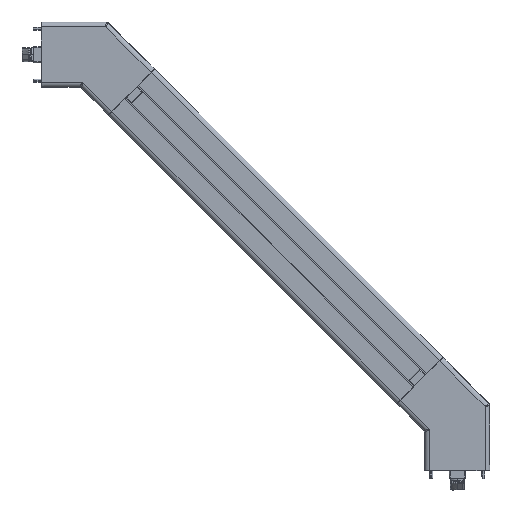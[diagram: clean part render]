
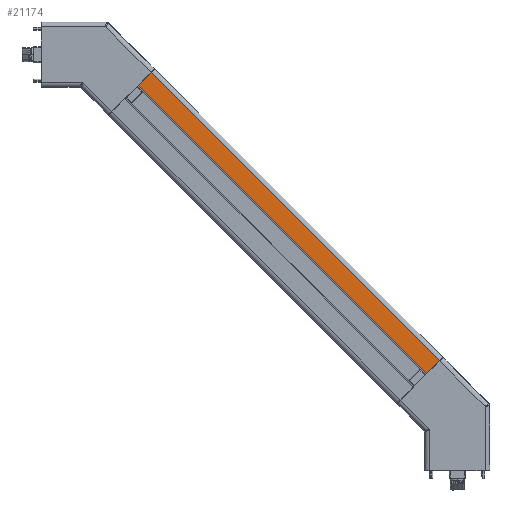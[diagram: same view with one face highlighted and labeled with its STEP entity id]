
A CAD part, top view. The second image highlights one B-rep face of the part: STEP entity #21174.
In plain terms, the highlighted planar face has unit normal (0, 0, 1).
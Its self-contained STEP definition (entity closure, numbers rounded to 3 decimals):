
#793=PLANE('',#23472);
#2880=FACE_OUTER_BOUND('',#4152,.T.);
#4152=EDGE_LOOP('',(#19276,#19277,#19278,#19279));
#5584=LINE('',#49194,#7131);
#5666=LINE('',#49365,#7213);
#5667=LINE('',#49368,#7214);
#5668=LINE('',#49369,#7215);
#7131=VECTOR('',#29138,10.);
#7213=VECTOR('',#29274,10.);
#7214=VECTOR('',#29277,10.);
#7215=VECTOR('',#29278,10.);
#10003=VERTEX_POINT('',#49191);
#10004=VERTEX_POINT('',#49193);
#10066=VERTEX_POINT('',#49363);
#10067=VERTEX_POINT('',#49367);
#13094=EDGE_CURVE('',#10003,#10004,#5584,.T.);
#13180=EDGE_CURVE('',#10066,#10003,#5666,.T.);
#13181=EDGE_CURVE('',#10067,#10066,#5667,.T.);
#13182=EDGE_CURVE('',#10067,#10004,#5668,.T.);
#19276=ORIENTED_EDGE('',*,*,#13180,.F.);
#19277=ORIENTED_EDGE('',*,*,#13181,.F.);
#19278=ORIENTED_EDGE('',*,*,#13182,.T.);
#19279=ORIENTED_EDGE('',*,*,#13094,.F.);
#21174=ADVANCED_FACE('',(#2880),#793,.T.);
#23472=AXIS2_PLACEMENT_3D('',#49366,#29275,#29276);
#29138=DIRECTION('',(-1.,0.,0.));
#29274=DIRECTION('',(0.,-1.,0.));
#29275=DIRECTION('center_axis',(0.,0.,1.));
#29276=DIRECTION('ref_axis',(1.,0.,0.));
#29277=DIRECTION('',(1.,0.,0.));
#29278=DIRECTION('',(0.,-1.,0.));
#49191=CARTESIAN_POINT('',(17.,-125.,20.));
#49193=CARTESIAN_POINT('',(5.8,-125.,20.));
#49194=CARTESIAN_POINT('',(17.,-125.,20.));
#49363=CARTESIAN_POINT('',(17.,125.,20.));
#49365=CARTESIAN_POINT('',(17.,0.,20.));
#49366=CARTESIAN_POINT('Origin',(5.8,0.,20.));
#49367=CARTESIAN_POINT('',(5.8,125.,20.));
#49368=CARTESIAN_POINT('',(17.,125.,20.));
#49369=CARTESIAN_POINT('',(5.8,0.,20.));
